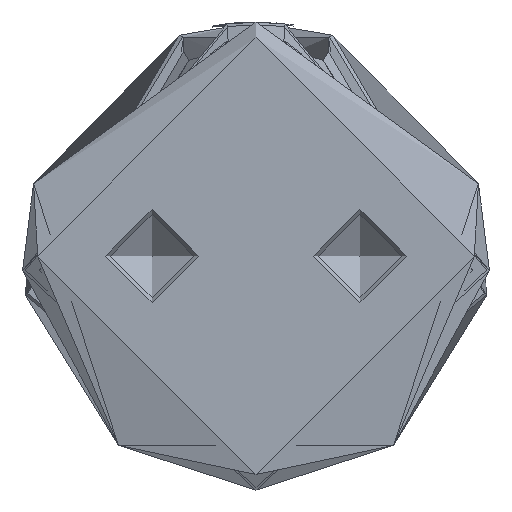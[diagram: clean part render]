
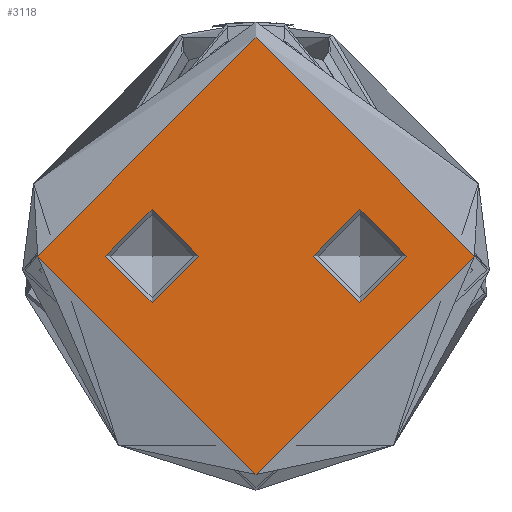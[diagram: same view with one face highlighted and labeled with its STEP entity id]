
A CAD part, front view. The second image highlights one B-rep face of the part: STEP entity #3118.
In plain terms, the highlighted face is planar.
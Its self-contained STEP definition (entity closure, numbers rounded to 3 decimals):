
#34 = DIRECTION ( 'NONE',  ( 1., 0., 0. ) ) ;
#190 = CARTESIAN_POINT ( 'NONE',  ( 4.5, -10., 0. ) ) ;
#307 = EDGE_CURVE ( 'NONE', #5015, #5015, #5549, .T. ) ;
#437 = EDGE_CURVE ( 'NONE', #6395, #6395, #3333, .T. ) ;
#1040 = DIRECTION ( 'NONE',  ( 0., 0., 1. ) ) ;
#1088 = EDGE_LOOP ( 'NONE', ( #4579 ) ) ;
#1099 = AXIS2_PLACEMENT_3D ( 'NONE', #1497, #5144, #2022 ) ;
#1497 = CARTESIAN_POINT ( 'NONE',  ( 0., -10., 0. ) ) ;
#1533 = PLANE ( 'NONE',  #5190 ) ;
#1604 = CARTESIAN_POINT ( 'NONE',  ( 0., 0., 0. ) ) ;
#1727 = CARTESIAN_POINT ( 'NONE',  ( 4.5, 10., 0. ) ) ;
#1911 = VERTEX_POINT ( 'NONE', #1727 ) ;
#2022 = DIRECTION ( 'NONE',  ( 1., 0., 0. ) ) ;
#2448 = AXIS2_PLACEMENT_3D ( 'NONE', #4116, #1040, #4655 ) ;
#2581 = EDGE_CURVE ( 'NONE', #1911, #1911, #3376, .T. ) ;
#2619 = DIRECTION ( 'NONE',  ( -1., 0., 0. ) ) ;
#2756 = ORIENTED_EDGE ( 'NONE', *, *, #2581, .F. ) ;
#2805 = FACE_BOUND ( 'NONE', #2862, .T. ) ;
#2862 = EDGE_LOOP ( 'NONE', ( #2756 ) ) ;
#3014 = EDGE_LOOP ( 'NONE', ( #5287 ) ) ;
#3053 = DIRECTION ( 'NONE',  ( 0., 0., 1. ) ) ;
#3118 = ADVANCED_FACE ( 'NONE', ( #2805, #4716, #4781 ), #1533, .F. ) ;
#3333 = CIRCLE ( 'NONE', #2448, 21. ) ;
#3376 = CIRCLE ( 'NONE', #4166, 4.5 ) ;
#4116 = CARTESIAN_POINT ( 'NONE',  ( 0., 0., 0. ) ) ;
#4166 = AXIS2_PLACEMENT_3D ( 'NONE', #6151, #3053, #34 ) ;
#4579 = ORIENTED_EDGE ( 'NONE', *, *, #437, .T. ) ;
#4655 = DIRECTION ( 'NONE',  ( 1., 0., 0. ) ) ;
#4716 = FACE_OUTER_BOUND ( 'NONE', #1088, .T. ) ;
#4781 = FACE_BOUND ( 'NONE', #3014, .T. ) ;
#4812 = CARTESIAN_POINT ( 'NONE',  ( 21., 0., 0. ) ) ;
#5015 = VERTEX_POINT ( 'NONE', #190 ) ;
#5144 = DIRECTION ( 'NONE',  ( 0., 0., -1. ) ) ;
#5190 = AXIS2_PLACEMENT_3D ( 'NONE', #1604, #5743, #2619 ) ;
#5287 = ORIENTED_EDGE ( 'NONE', *, *, #307, .T. ) ;
#5549 = CIRCLE ( 'NONE', #1099, 4.5 ) ;
#5743 = DIRECTION ( 'NONE',  ( 0., 0., -1. ) ) ;
#6151 = CARTESIAN_POINT ( 'NONE',  ( 0., 10., 0. ) ) ;
#6395 = VERTEX_POINT ( 'NONE', #4812 ) ;
